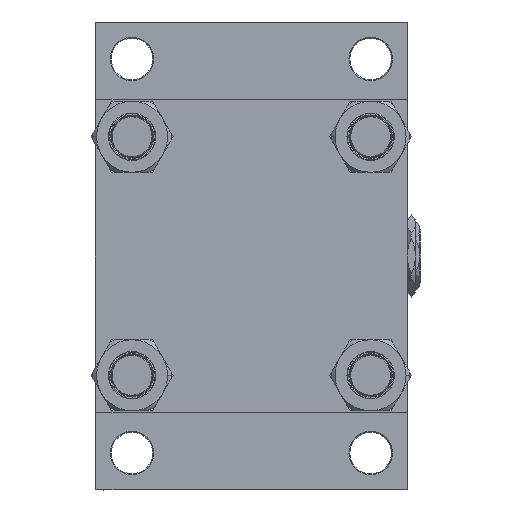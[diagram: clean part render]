
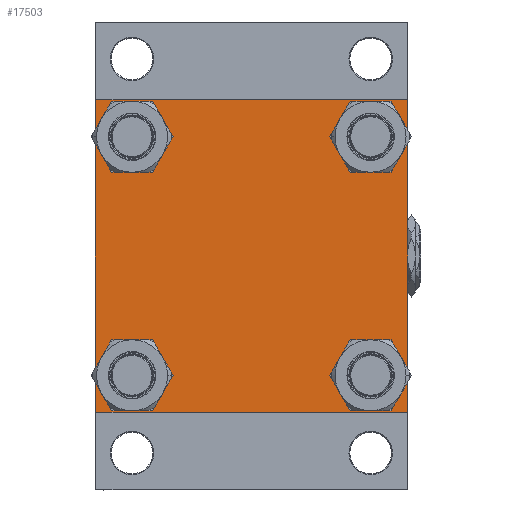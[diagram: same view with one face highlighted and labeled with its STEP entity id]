
A CAD part, left-side view. The second image highlights one B-rep face of the part: STEP entity #17503.
In plain terms, the highlighted planar face has unit normal (-1, 0, 0).
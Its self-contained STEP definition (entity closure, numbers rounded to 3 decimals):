
#7 = ORIENTED_EDGE ( 'NONE', *, *, #16493, .F. ) ;
#58 = VERTEX_POINT ( 'NONE', #6525 ) ;
#85 = DIRECTION ( 'NONE',  ( -1., 0., 0. ) ) ;
#255 = EDGE_LOOP ( 'NONE', ( #43730, #31897 ) ) ;
#502 = VERTEX_POINT ( 'NONE', #29156 ) ;
#1079 = FACE_BOUND ( 'NONE', #3045, .T. ) ;
#1219 = EDGE_LOOP ( 'NONE', ( #39176, #48134, #18293, #29284, #30829, #34809, #7, #44687 ) ) ;
#1886 = CIRCLE ( 'NONE', #8347, 11.5 ) ;
#2192 = EDGE_LOOP ( 'NONE', ( #22766, #11139 ) ) ;
#2283 = AXIS2_PLACEMENT_3D ( 'NONE', #40229, #27867, #8653 ) ;
#2429 = LINE ( 'NONE', #22592, #7428 ) ;
#2830 = CIRCLE ( 'NONE', #35907, 11.5 ) ;
#3045 = EDGE_LOOP ( 'NONE', ( #9570, #35121 ) ) ;
#4089 = CARTESIAN_POINT ( 'NONE',  ( 0., 62.95, 62.95 ) ) ;
#4339 = DIRECTION ( 'NONE',  ( 1., 0., 0. ) ) ;
#5293 = CARTESIAN_POINT ( 'NONE',  ( 0., -82.5, 82.5 ) ) ;
#5859 = ORIENTED_EDGE ( 'NONE', *, *, #16292, .T. ) ;
#6259 = CARTESIAN_POINT ( 'NONE',  ( 0., 82.5, -82. ) ) ;
#6313 = VERTEX_POINT ( 'NONE', #27276 ) ;
#6321 = CIRCLE ( 'NONE', #2283, 11.5 ) ;
#6525 = CARTESIAN_POINT ( 'NONE',  ( 0., -62.95, -51.45 ) ) ;
#6682 = CARTESIAN_POINT ( 'NONE',  ( 0., 82.5, 82. ) ) ;
#7428 = VECTOR ( 'NONE', #49149, 1000. ) ;
#7477 = CIRCLE ( 'NONE', #26881, 11.5 ) ;
#7512 = EDGE_CURVE ( 'NONE', #46775, #15736, #30744, .T. ) ;
#7536 = DIRECTION ( 'NONE',  ( 0., 0., 1. ) ) ;
#7580 = VECTOR ( 'NONE', #16657, 1000. ) ;
#7648 = PLANE ( 'NONE',  #43094 ) ;
#7838 = VERTEX_POINT ( 'NONE', #6682 ) ;
#8105 = EDGE_CURVE ( 'NONE', #41877, #33170, #15305, .T. ) ;
#8347 = AXIS2_PLACEMENT_3D ( 'NONE', #18082, #33510, #18572 ) ;
#8377 = CIRCLE ( 'NONE', #14797, 11.5 ) ;
#8653 = DIRECTION ( 'NONE',  ( 0., 0., 1. ) ) ;
#9570 = ORIENTED_EDGE ( 'NONE', *, *, #8105, .T. ) ;
#10929 = CARTESIAN_POINT ( 'NONE',  ( 0., 82.25, 82.25 ) ) ;
#11139 = ORIENTED_EDGE ( 'NONE', *, *, #17675, .T. ) ;
#11433 = FACE_BOUND ( 'NONE', #2192, .T. ) ;
#11435 = AXIS2_PLACEMENT_3D ( 'NONE', #41192, #37160, #41436 ) ;
#11508 = EDGE_LOOP ( 'NONE', ( #38603, #5859 ) ) ;
#11519 = EDGE_CURVE ( 'NONE', #27278, #7838, #49098, .T. ) ;
#11952 = CARTESIAN_POINT ( 'NONE',  ( 0., -62.95, 51.45 ) ) ;
#12879 = CARTESIAN_POINT ( 'NONE',  ( 0., -82.25, 82.25 ) ) ;
#13346 = EDGE_CURVE ( 'NONE', #58, #6313, #29992, .T. ) ;
#14386 = DIRECTION ( 'NONE',  ( 0., 0., 1. ) ) ;
#14797 = AXIS2_PLACEMENT_3D ( 'NONE', #15106, #42401, #7536 ) ;
#14949 = DIRECTION ( 'NONE',  ( 0., 0., 1. ) ) ;
#14996 = CARTESIAN_POINT ( 'NONE',  ( 0., 82., 82.5 ) ) ;
#15106 = CARTESIAN_POINT ( 'NONE',  ( 0., -62.95, -62.95 ) ) ;
#15305 = CIRCLE ( 'NONE', #16203, 11.5 ) ;
#15736 = VERTEX_POINT ( 'NONE', #32516 ) ;
#16203 = AXIS2_PLACEMENT_3D ( 'NONE', #24578, #32157, #14386 ) ;
#16292 = EDGE_CURVE ( 'NONE', #19831, #17768, #7477, .T. ) ;
#16493 = EDGE_CURVE ( 'NONE', #27278, #36418, #21188, .T. ) ;
#16657 = DIRECTION ( 'NONE',  ( 0., 0.707, 0.707 ) ) ;
#17031 = EDGE_CURVE ( 'NONE', #33170, #41877, #1886, .T. ) ;
#17503 = ADVANCED_FACE ( 'NONE', ( #35688, #11433, #1079, #26856, #42266 ), #7648, .T. ) ;
#17654 = LINE ( 'NONE', #12879, #7580 ) ;
#17655 = CARTESIAN_POINT ( 'NONE',  ( 0., 62.95, 51.45 ) ) ;
#17675 = EDGE_CURVE ( 'NONE', #6313, #58, #8377, .T. ) ;
#17768 = VERTEX_POINT ( 'NONE', #39863 ) ;
#18082 = CARTESIAN_POINT ( 'NONE',  ( 0., 62.95, -62.95 ) ) ;
#18293 = ORIENTED_EDGE ( 'NONE', *, *, #44145, .T. ) ;
#18572 = DIRECTION ( 'NONE',  ( 0., 0., 1. ) ) ;
#19328 = CARTESIAN_POINT ( 'NONE',  ( 0., 82.25, -82.25 ) ) ;
#19831 = VERTEX_POINT ( 'NONE', #11952 ) ;
#21022 = CARTESIAN_POINT ( 'NONE',  ( 0., 62.95, -51.45 ) ) ;
#21188 = LINE ( 'NONE', #29287, #36558 ) ;
#21636 = EDGE_CURVE ( 'NONE', #502, #36418, #17654, .T. ) ;
#22592 = CARTESIAN_POINT ( 'NONE',  ( 0., 82.5, -82.5 ) ) ;
#22766 = ORIENTED_EDGE ( 'NONE', *, *, #13346, .T. ) ;
#23049 = CARTESIAN_POINT ( 'NONE',  ( 0., 0., 0. ) ) ;
#24507 = EDGE_CURVE ( 'NONE', #36569, #29667, #2830, .T. ) ;
#24578 = CARTESIAN_POINT ( 'NONE',  ( 0., 62.95, -62.95 ) ) ;
#24832 = CARTESIAN_POINT ( 'NONE',  ( 0., 82., -82.5 ) ) ;
#25132 = CARTESIAN_POINT ( 'NONE',  ( 0., -82., -82.5 ) ) ;
#25792 = VECTOR ( 'NONE', #47476, 1000. ) ;
#26856 = FACE_BOUND ( 'NONE', #255, .T. ) ;
#26881 = AXIS2_PLACEMENT_3D ( 'NONE', #45479, #46231, #30582 ) ;
#27047 = CARTESIAN_POINT ( 'NONE',  ( 0., 82.5, 82.5 ) ) ;
#27276 = CARTESIAN_POINT ( 'NONE',  ( 0., -62.95, -74.45 ) ) ;
#27278 = VERTEX_POINT ( 'NONE', #14996 ) ;
#27424 = LINE ( 'NONE', #19328, #45405 ) ;
#27867 = DIRECTION ( 'NONE',  ( 1., 0., 0. ) ) ;
#28611 = EDGE_CURVE ( 'NONE', #7838, #34445, #34624, .T. ) ;
#29095 = VECTOR ( 'NONE', #49191, 1000. ) ;
#29156 = CARTESIAN_POINT ( 'NONE',  ( 0., -82.5, 82. ) ) ;
#29258 = DIRECTION ( 'NONE',  ( 0., 0., 1. ) ) ;
#29284 = ORIENTED_EDGE ( 'NONE', *, *, #7512, .T. ) ;
#29287 = CARTESIAN_POINT ( 'NONE',  ( 0., 82.5, 82.5 ) ) ;
#29667 = VERTEX_POINT ( 'NONE', #17655 ) ;
#29992 = CIRCLE ( 'NONE', #11435, 11.5 ) ;
#30582 = DIRECTION ( 'NONE',  ( 0., 0., 1. ) ) ;
#30744 = LINE ( 'NONE', #46134, #29095 ) ;
#30829 = ORIENTED_EDGE ( 'NONE', *, *, #39389, .F. ) ;
#30905 = DIRECTION ( 'NONE',  ( 0., 0., 1. ) ) ;
#31897 = ORIENTED_EDGE ( 'NONE', *, *, #34910, .T. ) ;
#32157 = DIRECTION ( 'NONE',  ( 1., 0., 0. ) ) ;
#32516 = CARTESIAN_POINT ( 'NONE',  ( 0., -82.5, -82. ) ) ;
#33044 = CARTESIAN_POINT ( 'NONE',  ( 0., 62.95, 62.95 ) ) ;
#33170 = VERTEX_POINT ( 'NONE', #36052 ) ;
#33324 = DIRECTION ( 'NONE',  ( 0., -1., 0. ) ) ;
#33510 = DIRECTION ( 'NONE',  ( 1., 0., 0. ) ) ;
#34177 = DIRECTION ( 'NONE',  ( 0., 0.707, -0.707 ) ) ;
#34445 = VERTEX_POINT ( 'NONE', #6259 ) ;
#34624 = LINE ( 'NONE', #27047, #38460 ) ;
#34809 = ORIENTED_EDGE ( 'NONE', *, *, #21636, .T. ) ;
#34910 = EDGE_CURVE ( 'NONE', #29667, #36569, #49175, .T. ) ;
#35121 = ORIENTED_EDGE ( 'NONE', *, *, #17031, .T. ) ;
#35688 = FACE_BOUND ( 'NONE', #11508, .T. ) ;
#35907 = AXIS2_PLACEMENT_3D ( 'NONE', #33044, #48454, #29258 ) ;
#36052 = CARTESIAN_POINT ( 'NONE',  ( 0., 62.95, -74.45 ) ) ;
#36115 = EDGE_CURVE ( 'NONE', #17768, #19831, #6321, .T. ) ;
#36418 = VERTEX_POINT ( 'NONE', #38184 ) ;
#36558 = VECTOR ( 'NONE', #33324, 1000. ) ;
#36569 = VERTEX_POINT ( 'NONE', #41415 ) ;
#37160 = DIRECTION ( 'NONE',  ( 1., 0., 0. ) ) ;
#38184 = CARTESIAN_POINT ( 'NONE',  ( 0., -82., 82.5 ) ) ;
#38460 = VECTOR ( 'NONE', #42452, 1000. ) ;
#38603 = ORIENTED_EDGE ( 'NONE', *, *, #36115, .T. ) ;
#38797 = VECTOR ( 'NONE', #34177, 1000. ) ;
#39176 = ORIENTED_EDGE ( 'NONE', *, *, #28611, .T. ) ;
#39389 = EDGE_CURVE ( 'NONE', #502, #15736, #44194, .T. ) ;
#39539 = DIRECTION ( 'NONE',  ( 0., -0.707, -0.707 ) ) ;
#39863 = CARTESIAN_POINT ( 'NONE',  ( 0., -62.95, 74.45 ) ) ;
#40229 = CARTESIAN_POINT ( 'NONE',  ( 0., -62.95, 62.95 ) ) ;
#41192 = CARTESIAN_POINT ( 'NONE',  ( 0., -62.95, -62.95 ) ) ;
#41415 = CARTESIAN_POINT ( 'NONE',  ( 0., 62.95, 74.45 ) ) ;
#41436 = DIRECTION ( 'NONE',  ( 0., 0., 1. ) ) ;
#41877 = VERTEX_POINT ( 'NONE', #21022 ) ;
#42266 = FACE_OUTER_BOUND ( 'NONE', #1219, .T. ) ;
#42401 = DIRECTION ( 'NONE',  ( 1., 0., 0. ) ) ;
#42452 = DIRECTION ( 'NONE',  ( 0., 0., -1. ) ) ;
#42990 = VERTEX_POINT ( 'NONE', #24832 ) ;
#43094 = AXIS2_PLACEMENT_3D ( 'NONE', #23049, #85, #30905 ) ;
#43730 = ORIENTED_EDGE ( 'NONE', *, *, #24507, .T. ) ;
#44145 = EDGE_CURVE ( 'NONE', #42990, #46775, #2429, .T. ) ;
#44194 = LINE ( 'NONE', #5293, #25792 ) ;
#44687 = ORIENTED_EDGE ( 'NONE', *, *, #11519, .T. ) ;
#45405 = VECTOR ( 'NONE', #39539, 1000. ) ;
#45479 = CARTESIAN_POINT ( 'NONE',  ( 0., -62.95, 62.95 ) ) ;
#45854 = EDGE_CURVE ( 'NONE', #34445, #42990, #27424, .T. ) ;
#46134 = CARTESIAN_POINT ( 'NONE',  ( 0., -82.25, -82.25 ) ) ;
#46231 = DIRECTION ( 'NONE',  ( 1., 0., 0. ) ) ;
#46775 = VERTEX_POINT ( 'NONE', #25132 ) ;
#47476 = DIRECTION ( 'NONE',  ( 0., 0., -1. ) ) ;
#47543 = AXIS2_PLACEMENT_3D ( 'NONE', #4089, #4339, #14949 ) ;
#48134 = ORIENTED_EDGE ( 'NONE', *, *, #45854, .T. ) ;
#48454 = DIRECTION ( 'NONE',  ( 1., 0., 0. ) ) ;
#49098 = LINE ( 'NONE', #10929, #38797 ) ;
#49149 = DIRECTION ( 'NONE',  ( 0., -1., 0. ) ) ;
#49175 = CIRCLE ( 'NONE', #47543, 11.5 ) ;
#49191 = DIRECTION ( 'NONE',  ( 0., -0.707, 0.707 ) ) ;
